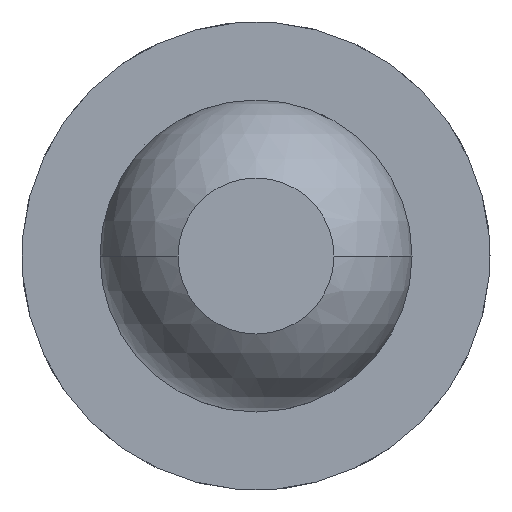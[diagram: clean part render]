
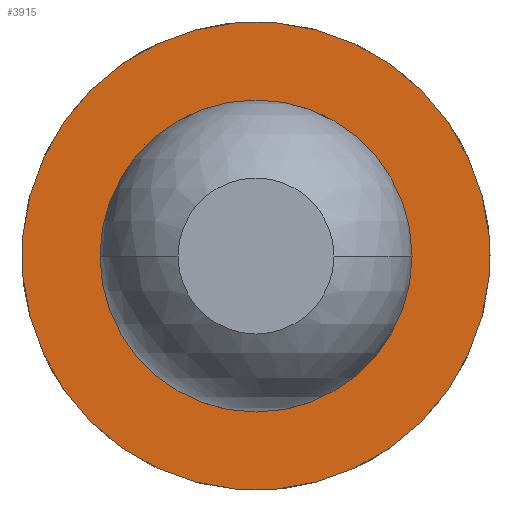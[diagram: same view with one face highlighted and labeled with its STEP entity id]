
A CAD part, front view. The second image highlights one B-rep face of the part: STEP entity #3915.
In plain terms, the highlighted planar face has unit normal (0, -1, 0).
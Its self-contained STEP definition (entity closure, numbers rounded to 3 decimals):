
#7 = CARTESIAN_POINT ( 'NONE',  ( 0., 15.5, 0. ) ) ;
#85 = ORIENTED_EDGE ( 'NONE', *, *, #2851, .F. ) ;
#144 = CIRCLE ( 'NONE', #3935, 0.375 ) ;
#261 = AXIS2_PLACEMENT_3D ( 'NONE', #1843, #2445, #897 ) ;
#429 = FACE_BOUND ( 'NONE', #2228, .T. ) ;
#577 = DIRECTION ( 'NONE',  ( 0., 1., 0. ) ) ;
#871 = CARTESIAN_POINT ( 'NONE',  ( 0., 15.5, 0. ) ) ;
#897 = DIRECTION ( 'NONE',  ( -0.707, 0., -0.707 ) ) ;
#984 = AXIS2_PLACEMENT_3D ( 'NONE', #1855, #577, #2503 ) ;
#1140 = FACE_OUTER_BOUND ( 'NONE', #2935, .T. ) ;
#1247 = CARTESIAN_POINT ( 'NONE',  ( 0.265, 15.5, 0.265 ) ) ;
#1290 = VERTEX_POINT ( 'NONE', #3195 ) ;
#1299 = AXIS2_PLACEMENT_3D ( 'NONE', #871, #2578, #2780 ) ;
#1307 = DIRECTION ( 'NONE',  ( 0., 1., 0. ) ) ;
#1552 = VERTEX_POINT ( 'NONE', #2789 ) ;
#1688 = ORIENTED_EDGE ( 'NONE', *, *, #2827, .T. ) ;
#1698 = DIRECTION ( 'NONE',  ( -0.707, 0., -0.707 ) ) ;
#1843 = CARTESIAN_POINT ( 'NONE',  ( 0.53, 15.5, 0.53 ) ) ;
#1855 = CARTESIAN_POINT ( 'NONE',  ( 0., 15.5, 0. ) ) ;
#1948 = CIRCLE ( 'NONE', #1299, 0.375 ) ;
#2092 = VERTEX_POINT ( 'NONE', #1247 ) ;
#2228 = EDGE_LOOP ( 'NONE', ( #3226, #1688 ) ) ;
#2242 = CARTESIAN_POINT ( 'NONE',  ( 0., 15.5, 0. ) ) ;
#2282 = ORIENTED_EDGE ( 'NONE', *, *, #3894, .F. ) ;
#2445 = DIRECTION ( 'NONE',  ( 0., 1., 0. ) ) ;
#2503 = DIRECTION ( 'NONE',  ( -0.707, 0., -0.707 ) ) ;
#2526 = VERTEX_POINT ( 'NONE', #3159 ) ;
#2578 = DIRECTION ( 'NONE',  ( 0., 1., 0. ) ) ;
#2780 = DIRECTION ( 'NONE',  ( -0.707, 0., -0.707 ) ) ;
#2789 = CARTESIAN_POINT ( 'NONE',  ( 0.53, 15.5, 0.53 ) ) ;
#2827 = EDGE_CURVE ( 'Defeature ausgef�hrt2_10+Defeature ausgef�hrt2_11+Defeature ausgef�hrt2_11+Defeature ausgef�hrt2_11', #2092, #2526, #1948, .T. ) ;
#2851 = EDGE_CURVE ( 'Defeature ausgef�hrt2_5+Defeature ausgef�hrt2_10+Defeature ausgef�hrt2_10+Defeature ausgef�hrt2_10', #1290, #1552, #3342, .T. ) ;
#2891 = CIRCLE ( 'NONE', #984, 0.75 ) ;
#2928 = EDGE_CURVE ( 'Defeature ausgef�hrt2_10+Defeature ausgef�hrt2_11+Defeature ausgef�hrt2_11+Defeature ausgef�hrt2_11', #2526, #2092, #144, .T. ) ;
#2935 = EDGE_LOOP ( 'NONE', ( #85, #2282 ) ) ;
#3109 = DIRECTION ( 'NONE',  ( -0.707, 0., -0.707 ) ) ;
#3159 = CARTESIAN_POINT ( 'NONE',  ( -0.265, 15.5, -0.265 ) ) ;
#3195 = CARTESIAN_POINT ( 'NONE',  ( -0.53, 15.5, -0.53 ) ) ;
#3226 = ORIENTED_EDGE ( 'NONE', *, *, #2928, .T. ) ;
#3231 = DIRECTION ( 'NONE',  ( 0., 1., 0. ) ) ;
#3342 = CIRCLE ( 'NONE', #3351, 0.75 ) ;
#3351 = AXIS2_PLACEMENT_3D ( 'NONE', #2242, #1307, #3109 ) ;
#3400 = PLANE ( 'NONE',  #261 ) ;
#3894 = EDGE_CURVE ( 'Defeature ausgef�hrt2_5+Defeature ausgef�hrt2_10+Defeature ausgef�hrt2_10+Defeature ausgef�hrt2_10', #1552, #1290, #2891, .T. ) ;
#3915 = ADVANCED_FACE ( 'Defeature ausgef�hrt2_10', ( #1140, #429 ), #3400, .F. ) ;
#3935 = AXIS2_PLACEMENT_3D ( 'NONE', #7, #3231, #1698 ) ;
